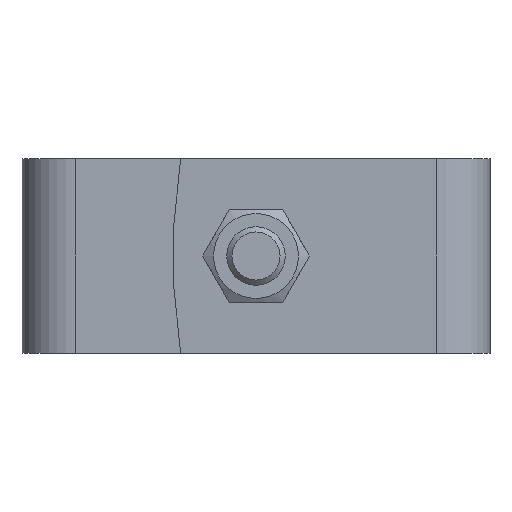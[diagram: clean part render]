
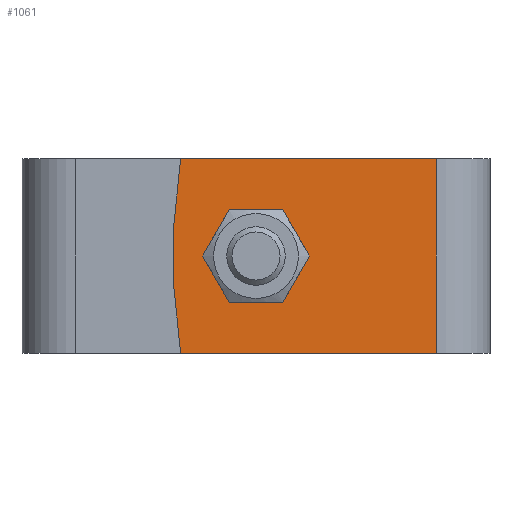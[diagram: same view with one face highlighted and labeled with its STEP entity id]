
A CAD part, left-side view. The second image highlights one B-rep face of the part: STEP entity #1061.
In plain terms, the highlighted planar face has unit normal (-1, 0, 0).
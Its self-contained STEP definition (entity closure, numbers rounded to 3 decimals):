
#818=CARTESIAN_POINT('',(-51.767,27.676,0.));
#819=VERTEX_POINT('',#818);
#820=CARTESIAN_POINT('',(-51.767,18.976,0.));
#821=DIRECTION('',(1.0,0.0,0.0));
#822=DIRECTION('',(0.0,1.0,0.0));
#823=AXIS2_PLACEMENT_3D('',#820,#821,#822);
#824=CIRCLE('',#823,8.7);
#825=EDGE_CURVE('',#819,#819,#824,.T.);
#1002=CARTESIAN_POINT('',(-51.767,34.429,-20.));
#1003=VERTEX_POINT('',#1002);
#1010=CARTESIAN_POINT('',(-51.767,34.429,20.0));
#1011=VERTEX_POINT('',#1010);
#1012=CARTESIAN_POINT('',(-51.767,-94.024,0.));
#1013=DIRECTION('',(-1.,0.0,0.0));
#1014=DIRECTION('',(0.0,0.988,0.154));
#1015=AXIS2_PLACEMENT_3D('',#1012,#1013,#1014);
#1016=CIRCLE('',#1015,130.);
#1017=EDGE_CURVE('',#1011,#1003,#1016,.T.);
#1028=CARTESIAN_POINT('',(-51.767,-18.024,-20.0));
#1029=DIRECTION('',(-1.0,0.0,0.0));
#1030=DIRECTION('',(0.0,0.0,1.0));
#1031=AXIS2_PLACEMENT_3D('',#1028,#1029,#1030);
#1032=PLANE('',#1031);
#1033=ORIENTED_EDGE('',*,*,#1017,.T.);
#1034=CARTESIAN_POINT('',(-51.767,-18.024,-20.0));
#1035=VERTEX_POINT('',#1034);
#1036=CARTESIAN_POINT('',(-51.767,34.429,-20.0));
#1037=DIRECTION('',(0.0,-1.0,0.0));
#1038=VECTOR('',#1037,52.452);
#1039=LINE('',#1036,#1038);
#1040=EDGE_CURVE('',#1003,#1035,#1039,.T.);
#1041=ORIENTED_EDGE('',*,*,#1040,.T.);
#1042=CARTESIAN_POINT('',(-51.767,-18.024,20.0));
#1043=VERTEX_POINT('',#1042);
#1044=CARTESIAN_POINT('',(-51.767,-18.024,-20.0));
#1045=DIRECTION('',(0.0,0.0,1.0));
#1046=VECTOR('',#1045,40.0);
#1047=LINE('',#1044,#1046);
#1048=EDGE_CURVE('',#1035,#1043,#1047,.T.);
#1049=ORIENTED_EDGE('',*,*,#1048,.T.);
#1050=CARTESIAN_POINT('',(-51.767,-18.024,20.0));
#1051=DIRECTION('',(0.0,1.0,0.0));
#1052=VECTOR('',#1051,52.452);
#1053=LINE('',#1050,#1052);
#1054=EDGE_CURVE('',#1043,#1011,#1053,.T.);
#1055=ORIENTED_EDGE('',*,*,#1054,.T.);
#1056=EDGE_LOOP('',(#1033,#1041,#1049,#1055));
#1057=FACE_OUTER_BOUND('',#1056,.T.);
#1058=ORIENTED_EDGE('',*,*,#825,.T.);
#1059=EDGE_LOOP('',(#1058));
#1060=FACE_BOUND('',#1059,.T.);
#1061=ADVANCED_FACE('',(#1057,#1060),#1032,.T.);
